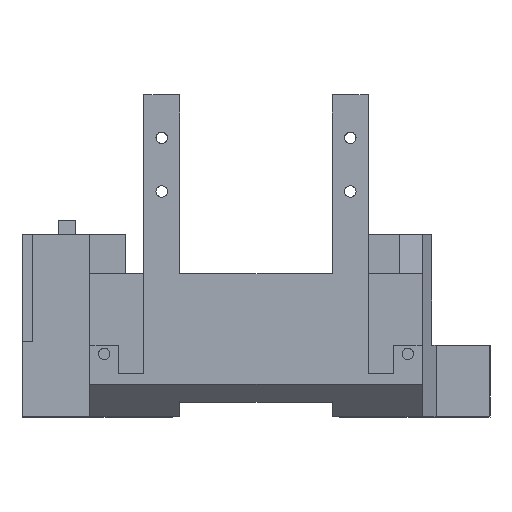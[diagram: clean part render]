
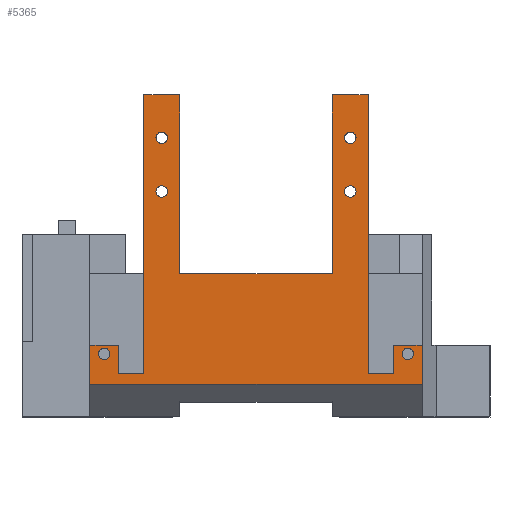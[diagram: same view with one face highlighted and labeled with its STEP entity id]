
A CAD part, top view. The second image highlights one B-rep face of the part: STEP entity #5365.
In plain terms, the highlighted planar face has unit normal (0, 0, 1).
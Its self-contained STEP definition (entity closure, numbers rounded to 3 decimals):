
#25=FACE_BOUND('',#545,.T.);
#26=FACE_BOUND('',#546,.T.);
#27=FACE_BOUND('',#547,.T.);
#28=FACE_BOUND('',#548,.T.);
#29=FACE_BOUND('',#549,.T.);
#30=FACE_BOUND('',#550,.T.);
#107=CIRCLE('',#5658,1.6);
#109=CIRCLE('',#5661,1.6);
#111=CIRCLE('',#5677,1.6);
#112=CIRCLE('',#5678,1.6);
#113=CIRCLE('',#5679,1.6);
#114=CIRCLE('',#5680,1.6);
#257=FACE_OUTER_BOUND('',#544,.T.);
#544=EDGE_LOOP('',(#3651,#3652,#3653,#3654,#3655,#3656,#3657,#3658,#3659,
#3660,#3661,#3662,#3663,#3664,#3665,#3666));
#545=EDGE_LOOP('',(#3667));
#546=EDGE_LOOP('',(#3668));
#547=EDGE_LOOP('',(#3669));
#548=EDGE_LOOP('',(#3670));
#549=EDGE_LOOP('',(#3671));
#550=EDGE_LOOP('',(#3672));
#934=LINE('',#7609,#1619);
#937=LINE('',#7615,#1622);
#940=LINE('',#7621,#1625);
#942=LINE('',#7625,#1627);
#944=LINE('',#7629,#1629);
#945=LINE('',#7631,#1630);
#946=LINE('',#7633,#1631);
#947=LINE('',#7635,#1632);
#948=LINE('',#7637,#1633);
#949=LINE('',#7639,#1634);
#950=LINE('',#7641,#1635);
#951=LINE('',#7643,#1636);
#952=LINE('',#7644,#1637);
#953=LINE('',#7646,#1638);
#954=LINE('',#7648,#1639);
#955=LINE('',#7649,#1640);
#1619=VECTOR('',#6140,10.);
#1622=VECTOR('',#6145,10.);
#1625=VECTOR('',#6150,10.);
#1627=VECTOR('',#6154,10.);
#1629=VECTOR('',#6158,10.);
#1630=VECTOR('',#6159,10.);
#1631=VECTOR('',#6160,10.);
#1632=VECTOR('',#6161,10.);
#1633=VECTOR('',#6162,10.);
#1634=VECTOR('',#6163,10.);
#1635=VECTOR('',#6164,10.);
#1636=VECTOR('',#6165,10.);
#1637=VECTOR('',#6166,10.);
#1638=VECTOR('',#6167,10.);
#1639=VECTOR('',#6168,10.);
#1640=VECTOR('',#6169,10.);
#2273=VERTEX_POINT('',#7530);
#2275=VERTEX_POINT('',#7536);
#2300=VERTEX_POINT('',#7603);
#2302=VERTEX_POINT('',#7607);
#2304=VERTEX_POINT('',#7613);
#2305=VERTEX_POINT('',#7618);
#2306=VERTEX_POINT('',#7620);
#2307=VERTEX_POINT('',#7624);
#2308=VERTEX_POINT('',#7628);
#2309=VERTEX_POINT('',#7630);
#2310=VERTEX_POINT('',#7632);
#2311=VERTEX_POINT('',#7634);
#2312=VERTEX_POINT('',#7636);
#2313=VERTEX_POINT('',#7638);
#2314=VERTEX_POINT('',#7640);
#2315=VERTEX_POINT('',#7642);
#2316=VERTEX_POINT('',#7645);
#2317=VERTEX_POINT('',#7647);
#2318=VERTEX_POINT('',#7650);
#2319=VERTEX_POINT('',#7652);
#2320=VERTEX_POINT('',#7654);
#2321=VERTEX_POINT('',#7656);
#2790=EDGE_CURVE('',#2273,#2273,#107,.T.);
#2793=EDGE_CURVE('',#2275,#2275,#109,.T.);
#2828=EDGE_CURVE('',#2300,#2302,#934,.T.);
#2831=EDGE_CURVE('',#2304,#2302,#937,.T.);
#2834=EDGE_CURVE('',#2306,#2305,#940,.T.);
#2836=EDGE_CURVE('',#2306,#2307,#942,.T.);
#2838=EDGE_CURVE('',#2305,#2308,#944,.T.);
#2839=EDGE_CURVE('',#2308,#2309,#945,.T.);
#2840=EDGE_CURVE('',#2309,#2310,#946,.T.);
#2841=EDGE_CURVE('',#2311,#2310,#947,.T.);
#2842=EDGE_CURVE('',#2312,#2311,#948,.T.);
#2843=EDGE_CURVE('',#2312,#2313,#949,.T.);
#2844=EDGE_CURVE('',#2313,#2314,#950,.T.);
#2845=EDGE_CURVE('',#2314,#2315,#951,.T.);
#2846=EDGE_CURVE('',#2315,#2300,#952,.T.);
#2847=EDGE_CURVE('',#2316,#2304,#953,.T.);
#2848=EDGE_CURVE('',#2317,#2316,#954,.T.);
#2849=EDGE_CURVE('',#2307,#2317,#955,.T.);
#2850=EDGE_CURVE('',#2318,#2318,#111,.T.);
#2851=EDGE_CURVE('',#2319,#2319,#112,.T.);
#2852=EDGE_CURVE('',#2320,#2320,#113,.T.);
#2853=EDGE_CURVE('',#2321,#2321,#114,.T.);
#3651=ORIENTED_EDGE('',*,*,#2834,.T.);
#3652=ORIENTED_EDGE('',*,*,#2838,.T.);
#3653=ORIENTED_EDGE('',*,*,#2839,.T.);
#3654=ORIENTED_EDGE('',*,*,#2840,.T.);
#3655=ORIENTED_EDGE('',*,*,#2841,.F.);
#3656=ORIENTED_EDGE('',*,*,#2842,.F.);
#3657=ORIENTED_EDGE('',*,*,#2843,.T.);
#3658=ORIENTED_EDGE('',*,*,#2844,.T.);
#3659=ORIENTED_EDGE('',*,*,#2845,.T.);
#3660=ORIENTED_EDGE('',*,*,#2846,.T.);
#3661=ORIENTED_EDGE('',*,*,#2828,.T.);
#3662=ORIENTED_EDGE('',*,*,#2831,.F.);
#3663=ORIENTED_EDGE('',*,*,#2847,.F.);
#3664=ORIENTED_EDGE('',*,*,#2848,.F.);
#3665=ORIENTED_EDGE('',*,*,#2849,.F.);
#3666=ORIENTED_EDGE('',*,*,#2836,.F.);
#3667=ORIENTED_EDGE('',*,*,#2790,.T.);
#3668=ORIENTED_EDGE('',*,*,#2793,.T.);
#3669=ORIENTED_EDGE('',*,*,#2850,.F.);
#3670=ORIENTED_EDGE('',*,*,#2851,.F.);
#3671=ORIENTED_EDGE('',*,*,#2852,.F.);
#3672=ORIENTED_EDGE('',*,*,#2853,.F.);
#5122=PLANE('',#5676);
#5365=ADVANCED_FACE('',(#257,#25,#26,#27,#28,#29,#30),#5122,.F.);
#5658=AXIS2_PLACEMENT_3D('',#7531,#6076,#6077);
#5661=AXIS2_PLACEMENT_3D('',#7537,#6083,#6084);
#5676=AXIS2_PLACEMENT_3D('',#7627,#6156,#6157);
#5677=AXIS2_PLACEMENT_3D('',#7651,#6170,#6171);
#5678=AXIS2_PLACEMENT_3D('',#7653,#6172,#6173);
#5679=AXIS2_PLACEMENT_3D('',#7655,#6174,#6175);
#5680=AXIS2_PLACEMENT_3D('',#7657,#6176,#6177);
#6076=DIRECTION('center_axis',(0.,0.,
-1.));
#6077=DIRECTION('ref_axis',(1.,0.,0.));
#6083=DIRECTION('center_axis',(0.,0.,
-1.));
#6084=DIRECTION('ref_axis',(1.,0.,0.));
#6140=DIRECTION('',(0.,1.,0.));
#6145=DIRECTION('',(1.,0.,0.));
#6150=DIRECTION('',(0.,-1.,0.));
#6154=DIRECTION('',(1.,0.,0.));
#6156=DIRECTION('center_axis',(0.,0.,
-1.));
#6157=DIRECTION('ref_axis',(-1.,0.,0.));
#6158=DIRECTION('',(-1.,0.,0.));
#6159=DIRECTION('',(0.,1.,0.));
#6160=DIRECTION('',(-1.,0.,0.));
#6161=DIRECTION('',(0.,1.,0.));
#6162=DIRECTION('',(1.,0.,0.));
#6163=DIRECTION('',(0.,1.,0.));
#6164=DIRECTION('',(-1.,0.,0.));
#6165=DIRECTION('',(0.,-1.,0.));
#6166=DIRECTION('',(-1.,0.,0.));
#6167=DIRECTION('',(0.,1.,0.));
#6168=DIRECTION('',(-1.,0.,0.));
#6169=DIRECTION('',(0.,-1.,0.));
#6170=DIRECTION('center_axis',(0.,0.,
1.));
#6171=DIRECTION('ref_axis',(1.,0.,0.));
#6172=DIRECTION('center_axis',(0.,0.,
1.));
#6173=DIRECTION('ref_axis',(1.,0.,0.));
#6174=DIRECTION('center_axis',(0.,0.,
1.));
#6175=DIRECTION('ref_axis',(1.,0.,0.));
#6176=DIRECTION('center_axis',(0.,0.,
1.));
#6177=DIRECTION('ref_axis',(1.,0.,0.));
#7530=CARTESIAN_POINT('',(26.192,38.381,138.609));
#7531=CARTESIAN_POINT('Origin',(27.792,38.381,138.609));
#7536=CARTESIAN_POINT('',(111.192,38.381,138.609));
#7537=CARTESIAN_POINT('Origin',(112.792,38.381,138.609));
#7603=CARTESIAN_POINT('',(31.792,32.881,138.609));
#7607=CARTESIAN_POINT('',(31.792,40.881,138.609));
#7609=CARTESIAN_POINT('',(31.792,32.881,138.609));
#7613=CARTESIAN_POINT('',(23.792,40.881,138.609));
#7615=CARTESIAN_POINT('',(31.792,40.881,138.609));
#7618=CARTESIAN_POINT('',(108.792,32.881,138.609));
#7620=CARTESIAN_POINT('',(108.792,40.881,138.609));
#7621=CARTESIAN_POINT('',(108.792,29.381,138.609));
#7624=CARTESIAN_POINT('',(116.792,40.881,138.609));
#7625=CARTESIAN_POINT('',(116.792,40.881,138.609));
#7627=CARTESIAN_POINT('Origin',(48.892,25.881,138.609));
#7628=CARTESIAN_POINT('',(101.692,32.881,138.609));
#7629=CARTESIAN_POINT('',(82.842,32.881,138.609));
#7630=CARTESIAN_POINT('',(101.692,110.881,138.609));
#7631=CARTESIAN_POINT('',(101.692,35.881,138.609));
#7632=CARTESIAN_POINT('',(91.692,110.881,138.609));
#7633=CARTESIAN_POINT('',(71.542,110.881,138.609));
#7634=CARTESIAN_POINT('',(91.692,60.881,138.609));
#7635=CARTESIAN_POINT('',(91.692,85.881,138.609));
#7636=CARTESIAN_POINT('',(48.892,60.881,138.609));
#7637=CARTESIAN_POINT('',(59.592,60.881,138.609));
#7638=CARTESIAN_POINT('',(48.892,110.881,138.609));
#7639=CARTESIAN_POINT('',(48.892,24.381,138.609));
#7640=CARTESIAN_POINT('',(38.892,110.881,138.609));
#7641=CARTESIAN_POINT('',(47.642,110.881,138.609));
#7642=CARTESIAN_POINT('',(38.892,32.881,138.609));
#7643=CARTESIAN_POINT('',(38.892,35.881,138.609));
#7644=CARTESIAN_POINT('',(46.392,32.881,138.609));
#7645=CARTESIAN_POINT('',(23.792,29.881,138.609));
#7646=CARTESIAN_POINT('',(23.792,39.631,138.609));
#7647=CARTESIAN_POINT('',(116.792,29.881,138.609));
#7648=CARTESIAN_POINT('',(59.592,29.881,138.609));
#7649=CARTESIAN_POINT('',(116.792,27.131,138.609));
#7650=CARTESIAN_POINT('',(95.092,83.881,138.609));
#7651=CARTESIAN_POINT('Origin',(96.692,83.881,138.609));
#7652=CARTESIAN_POINT('',(42.292,98.881,138.609));
#7653=CARTESIAN_POINT('Origin',(43.892,98.881,138.609));
#7654=CARTESIAN_POINT('',(42.292,83.881,138.609));
#7655=CARTESIAN_POINT('Origin',(43.892,83.881,138.609));
#7656=CARTESIAN_POINT('',(95.092,98.881,138.609));
#7657=CARTESIAN_POINT('Origin',(96.692,98.881,138.609));
